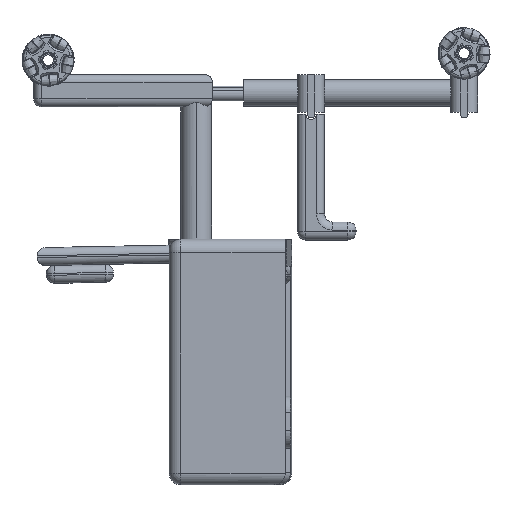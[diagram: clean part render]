
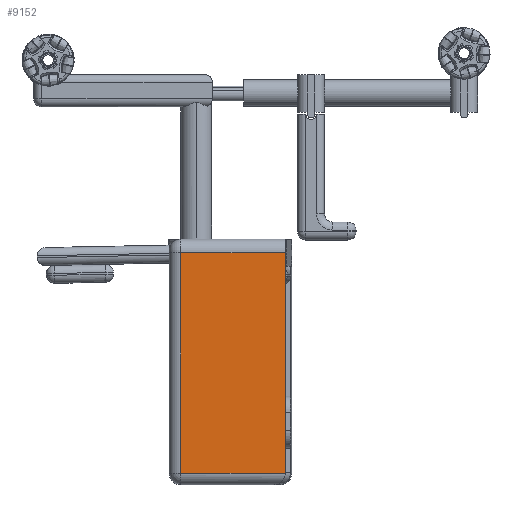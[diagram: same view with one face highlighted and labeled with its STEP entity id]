
A CAD part, left-side view. The second image highlights one B-rep face of the part: STEP entity #9152.
In plain terms, the highlighted face is planar.
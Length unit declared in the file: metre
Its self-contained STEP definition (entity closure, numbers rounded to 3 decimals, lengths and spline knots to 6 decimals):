
#31 = EDGE_LOOP ( 'NONE', ( #13166, #5191, #15869, #9277 ) ) ;
#114 = VECTOR ( 'NONE', #16468, 1. ) ;
#1088 = DIRECTION ( 'NONE',  ( 0., -1., 0. ) ) ;
#1199 = LINE ( 'NONE', #1306, #9742 ) ;
#1306 = CARTESIAN_POINT ( 'NONE',  ( -0.075, 1.29, 0. ) ) ;
#1359 = DIRECTION ( 'NONE',  ( 1., 0., 0. ) ) ;
#1391 = VERTEX_POINT ( 'NONE', #5164 ) ;
#1644 = LINE ( 'NONE', #14284, #5584 ) ;
#3225 = DIRECTION ( 'NONE',  ( 0., 0., -1. ) ) ;
#3809 = EDGE_CURVE ( 'NONE', #4172, #1391, #1199, .T. ) ;
#3918 = EDGE_CURVE ( 'NONE', #21760, #4172, #9114, .T. ) ;
#3988 = EDGE_CURVE ( 'NONE', #1391, #20152, #1644, .T. ) ;
#4172 = VERTEX_POINT ( 'NONE', #19406 ) ;
#5164 = CARTESIAN_POINT ( 'NONE',  ( -0.075, 0., 0. ) ) ;
#5191 = ORIENTED_EDGE ( 'NONE', *, *, #3918, .T. ) ;
#5381 = DIRECTION ( 'NONE',  ( 0., 0., -1. ) ) ;
#5584 = VECTOR ( 'NONE', #10415, 1. ) ;
#5781 = EDGE_CURVE ( 'NONE', #20152, #21760, #21752, .T. ) ;
#7717 = AXIS2_PLACEMENT_3D ( 'NONE', #22892, #1359, #3225 ) ;
#9114 = LINE ( 'NONE', #22950, #13857 ) ;
#9152 = ADVANCED_FACE ( 'NONE', ( #13765 ), #20791, .F. ) ;
#9277 = ORIENTED_EDGE ( 'NONE', *, *, #3988, .T. ) ;
#9330 = CARTESIAN_POINT ( 'NONE',  ( -0.075, 1.29, 0.58 ) ) ;
#9742 = VECTOR ( 'NONE', #1088, 1. ) ;
#10415 = DIRECTION ( 'NONE',  ( 0., 0., 1. ) ) ;
#13166 = ORIENTED_EDGE ( 'NONE', *, *, #5781, .T. ) ;
#13765 = FACE_OUTER_BOUND ( 'NONE', #31, .T. ) ;
#13857 = VECTOR ( 'NONE', #5381, 1. ) ;
#14284 = CARTESIAN_POINT ( 'NONE',  ( -0.075, 0., 0. ) ) ;
#15869 = ORIENTED_EDGE ( 'NONE', *, *, #3809, .T. ) ;
#16468 = DIRECTION ( 'NONE',  ( 0., 1., 0. ) ) ;
#19406 = CARTESIAN_POINT ( 'NONE',  ( -0.075, 1.225, 0. ) ) ;
#19855 = CARTESIAN_POINT ( 'NONE',  ( -0.075, 1.225, 0.58 ) ) ;
#20152 = VERTEX_POINT ( 'NONE', #21930 ) ;
#20791 = PLANE ( 'NONE',  #7717 ) ;
#21752 = LINE ( 'NONE', #9330, #114 ) ;
#21760 = VERTEX_POINT ( 'NONE', #19855 ) ;
#21930 = CARTESIAN_POINT ( 'NONE',  ( -0.075, 0., 0.58 ) ) ;
#22892 = CARTESIAN_POINT ( 'NONE',  ( -0.075, 1.29, 0. ) ) ;
#22950 = CARTESIAN_POINT ( 'NONE',  ( -0.075, 1.225, 0. ) ) ;
